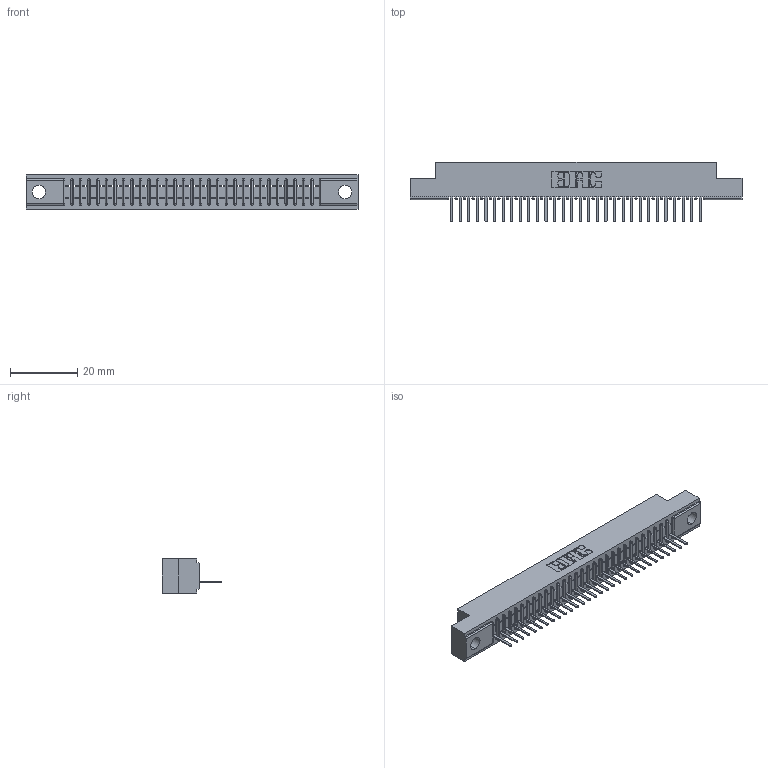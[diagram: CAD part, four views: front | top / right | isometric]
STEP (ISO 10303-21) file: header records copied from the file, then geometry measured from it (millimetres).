
FILE_DESCRIPTION (( 'STEP AP203' ), '1' );
FILE_NAME ('341-030-521-104.STEP', '2018-08-06T20:03:54', ( '' ), ( '' ), 'SwSTEP 2.0', 'SolidWorks 2016', '' );
FILE_SCHEMA (( 'CONFIG_CONTROL_DESIGN' ));
Length unit declared in the file: inch
Products named in the file (3): 341 Part_.156 (3.96) Dia Mounting Holes; 341-292-001_341-292-121; 341-030-521-104
Assembly tree (31 placements, depth 2):
  341-030-521-104
    341 Part_.156 (3.96) Dia Mounting Holes
    341-292-001_341-292-121  x30
Bounding box: 98.42 x 17.7 x 10.16 mm (x, y, z)
Volume: 6959.7 mm3; surface area: 10500.2 mm2
Topology: 31 solids, 31 shells, 2590 faces, 7462 edges, 4790 vertices
Faces by surface type: plane 1612, cylinder 858, sphere 62, torus 58
Entity records: 37363 total; most frequent: CARTESIAN_POINT 6346, ORIENTED_EDGE 6332, DIRECTION 6128, EDGE_CURVE 3166, VECTOR 2552, LINE 2552, VERTEX_POINT 2006, AXIS2_PLACEMENT_3D 1788
